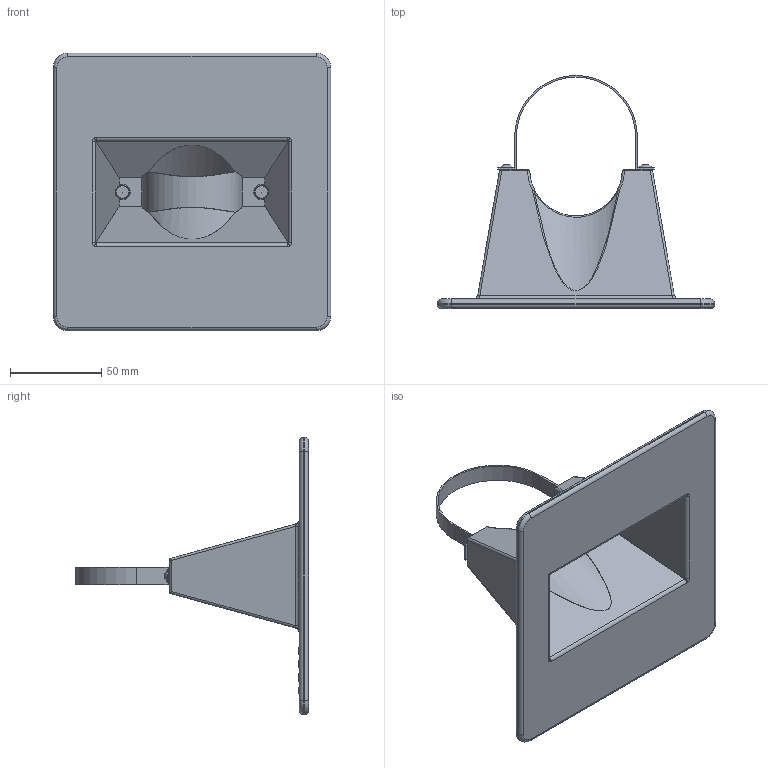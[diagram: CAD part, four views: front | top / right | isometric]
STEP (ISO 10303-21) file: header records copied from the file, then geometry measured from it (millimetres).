
FILE_DESCRIPTION((''),'2;1');
FILE_NAME('1.5 with Strap.stp','2012-11-21T08:44:16',('rdavis'),(''),'Autodesk Inventor 2013','Autodesk Inventor 2013','');
FILE_SCHEMA(('AUTOMOTIVE_DESIGN { 1 0 10303 214 1 1 1 1 }'));
Length unit declared in the file: inch
Products named in the file (4): 1.5 with strap; Pipe Straps_1.5 strap; 1; Cross Recessed Truss Head Tapping Screw - Type AB - Type I No. 5 - 20 - 5/8
Assembly tree (4 placements, depth 2):
  1.5 with strap
    Pipe Straps_1.5 strap
    1
    Cross Recessed Truss Head Tapping Screw - Type AB - Type I No. 5 - 20 - 5/8  x2
Bounding box: 152.4 x 127.94 x 152.4 mm (x, y, z)
Volume: 128462.7 mm3; surface area: 80545.5 mm2
Topology: 4 solids, 4 shells, 1522 faces, 4040 edges, 2648 vertices
Faces by surface type: plane 998, bspline 396, cylinder 62, cone 24, sphere 22, torus 20
Full cylindrical faces by diameter (mm): 3.175 x2, 4.763 x2, 7.341 x2
Entity records: 68959 total; most frequent: CARTESIAN_POINT 32918, ORIENTED_EDGE 7888, DIRECTION 5584, EDGE_CURVE 3944, VECTOR 2944, LINE 2944, VERTEX_POINT 2596, EDGE_LOOP 1642
